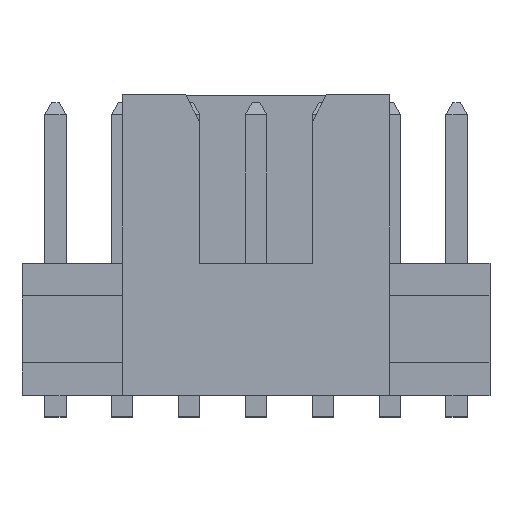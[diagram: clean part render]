
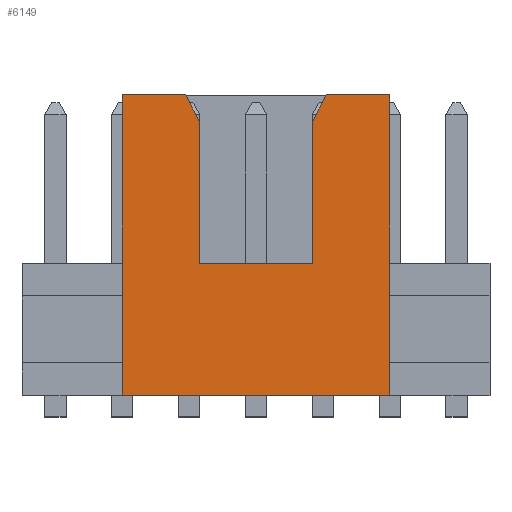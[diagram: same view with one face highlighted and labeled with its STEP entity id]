
A CAD part, top view. The second image highlights one B-rep face of the part: STEP entity #6149.
In plain terms, the highlighted planar face has unit normal (0, 0, 1).
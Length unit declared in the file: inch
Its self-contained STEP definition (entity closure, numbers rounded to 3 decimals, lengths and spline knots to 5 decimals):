
#79=ORIENTED_EDGE('',*,*,#1887,.T.);
#80=ORIENTED_EDGE('',*,*,#1888,.T.);
#81=ORIENTED_EDGE('',*,*,#1889,.T.);
#82=ORIENTED_EDGE('',*,*,#1890,.T.);
#83=ORIENTED_EDGE('',*,*,#1891,.F.);
#84=ORIENTED_EDGE('',*,*,#1892,.F.);
#85=ORIENTED_EDGE('',*,*,#1893,.T.);
#86=ORIENTED_EDGE('',*,*,#1894,.T.);
#87=ORIENTED_EDGE('',*,*,#1895,.T.);
#88=ORIENTED_EDGE('',*,*,#1896,.T.);
#1887=EDGE_CURVE('',#2791,#2792,#3371,.T.);
#1888=EDGE_CURVE('',#2792,#2793,#3372,.T.);
#1889=EDGE_CURVE('',#2793,#2794,#3373,.T.);
#1890=EDGE_CURVE('',#2794,#2795,#3374,.T.);
#1891=EDGE_CURVE('',#2796,#2795,#3375,.T.);
#1892=EDGE_CURVE('',#2797,#2796,#3376,.T.);
#1893=EDGE_CURVE('',#2797,#2798,#3377,.T.);
#1894=EDGE_CURVE('',#2798,#2799,#3378,.T.);
#1895=EDGE_CURVE('',#2799,#2800,#3379,.T.);
#1896=EDGE_CURVE('',#2800,#2791,#3380,.T.);
#2791=VERTEX_POINT('',#8489);
#2792=VERTEX_POINT('',#8490);
#2793=VERTEX_POINT('',#8492);
#2794=VERTEX_POINT('',#8494);
#2795=VERTEX_POINT('',#8496);
#2796=VERTEX_POINT('',#8498);
#2797=VERTEX_POINT('',#8500);
#2798=VERTEX_POINT('',#8502);
#2799=VERTEX_POINT('',#8504);
#2800=VERTEX_POINT('',#8506);
#3371=LINE('',#8488,#4247);
#3372=LINE('',#8491,#4248);
#3373=LINE('',#8493,#4249);
#3374=LINE('',#8495,#4250);
#3375=LINE('',#8497,#4251);
#3376=LINE('',#8499,#4252);
#3377=LINE('',#8501,#4253);
#3378=LINE('',#8503,#4254);
#3379=LINE('',#8505,#4255);
#3380=LINE('',#8507,#4256);
#4247=VECTOR('',#6886,39.37008);
#4248=VECTOR('',#6887,39.37008);
#4249=VECTOR('',#6888,39.37008);
#4250=VECTOR('',#6889,39.37008);
#4251=VECTOR('',#6890,39.37008);
#4252=VECTOR('',#6891,39.37008);
#4253=VECTOR('',#6892,39.37008);
#4254=VECTOR('',#6893,39.37008);
#4255=VECTOR('',#6894,39.37008);
#4256=VECTOR('',#6895,39.37008);
#5123=EDGE_LOOP('',(#79,#80,#81,#82,#83,#84,#85,#86,#87,#88));
#5477=FACE_BOUND('',#5123,.T.);
#5831=PLANE('',#6519);
#6149=ADVANCED_FACE('',(#5477),#5831,.T.);
#6519=AXIS2_PLACEMENT_3D('',#8487,#6884,#6885);
#6884=DIRECTION('',(0.,0.,1.));
#6885=DIRECTION('',(1.,0.,0.));
#6886=DIRECTION('',(0.,1.,0.));
#6887=DIRECTION('',(-0.447,0.894,0.));
#6888=DIRECTION('',(-1.,0.,0.));
#6889=DIRECTION('',(0.,-1.,0.));
#6890=DIRECTION('',(-1.,0.,0.));
#6891=DIRECTION('',(0.,-1.,0.));
#6892=DIRECTION('',(-1.,0.,0.));
#6893=DIRECTION('',(-0.447,-0.894,0.));
#6894=DIRECTION('',(0.,-1.,0.));
#6895=DIRECTION('',(-1.,0.,0.));
#8487=CARTESIAN_POINT('',(0.1,0.005,0.1));
#8488=CARTESIAN_POINT('',(-0.0425,0.005,0.1));
#8489=CARTESIAN_POINT('',(-0.0425,0.099,0.1));
#8490=CARTESIAN_POINT('',(-0.0425,0.205,0.1));
#8491=CARTESIAN_POINT('',(0.066,-0.012,0.1));
#8492=CARTESIAN_POINT('',(-0.0525,0.225,0.1));
#8493=CARTESIAN_POINT('',(0.1,0.225,0.1));
#8494=CARTESIAN_POINT('',(-0.1,0.225,0.1));
#8495=CARTESIAN_POINT('',(-0.1,0.005,0.1));
#8496=CARTESIAN_POINT('',(-0.1,0.,0.1));
#8497=CARTESIAN_POINT('',(0.1,0.,0.1));
#8498=CARTESIAN_POINT('',(0.1,0.,0.1));
#8499=CARTESIAN_POINT('',(0.1,0.005,0.1));
#8500=CARTESIAN_POINT('',(0.1,0.225,0.1));
#8501=CARTESIAN_POINT('',(0.1,0.225,0.1));
#8502=CARTESIAN_POINT('',(0.0525,0.225,0.1));
#8503=CARTESIAN_POINT('',(-0.026,0.068,0.1));
#8504=CARTESIAN_POINT('',(0.0425,0.205,0.1));
#8505=CARTESIAN_POINT('',(0.0425,0.005,0.1));
#8506=CARTESIAN_POINT('',(0.0425,0.099,0.1));
#8507=CARTESIAN_POINT('',(0.1,0.099,0.1));
